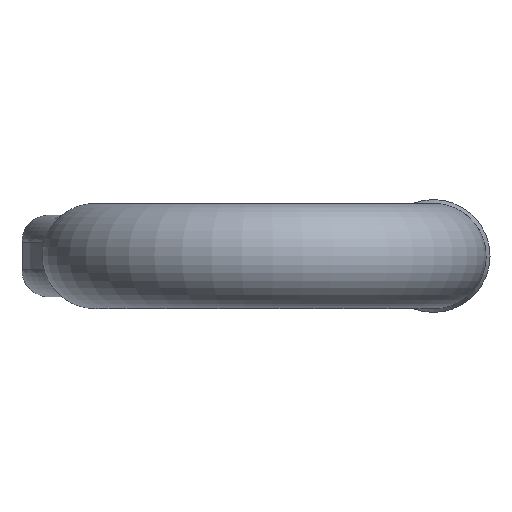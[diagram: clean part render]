
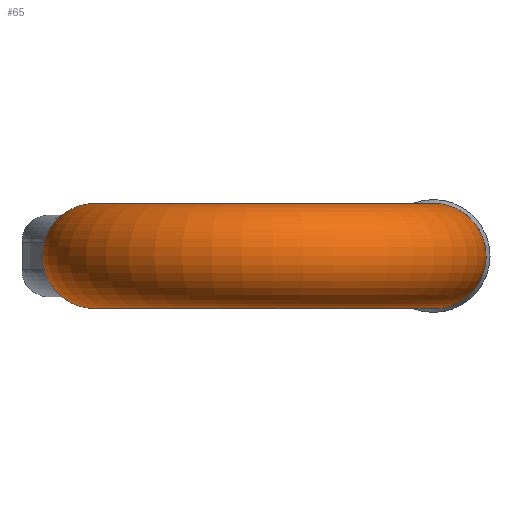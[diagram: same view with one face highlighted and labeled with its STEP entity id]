
A CAD part, front view. The second image highlights one B-rep face of the part: STEP entity #65.
In plain terms, the highlighted toroidal (fillet/blend) face has major radius 14.5 mm and minor radius 4.5 mm.
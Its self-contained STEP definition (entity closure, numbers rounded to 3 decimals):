
#43=TOROIDAL_SURFACE('',#522,14.5,4.5);
#50=FACE_BOUND('',#128,.T.);
#51=FACE_BOUND('',#129,.T.);
#65=ADVANCED_FACE('',(#50,#51),#43,.T.);
#128=EDGE_LOOP('',(#261));
#129=EDGE_LOOP('',(#262,#263,#264,#265,#266,#267));
#157=CIRCLE('',#508,4.5);
#158=CIRCLE('',#512,4.5);
#161=CIRCLE('',#521,4.5);
#261=ORIENTED_EDGE('',*,*,#449,.F.);
#262=ORIENTED_EDGE('',*,*,#450,.T.);
#263=ORIENTED_EDGE('',*,*,#451,.T.);
#264=ORIENTED_EDGE('',*,*,#430,.T.);
#265=ORIENTED_EDGE('',*,*,#452,.T.);
#266=ORIENTED_EDGE('',*,*,#453,.T.);
#267=ORIENTED_EDGE('',*,*,#418,.T.);
#368=VERTEX_POINT('',#778);
#369=VERTEX_POINT('',#780);
#380=VERTEX_POINT('',#864);
#381=VERTEX_POINT('',#866);
#397=VERTEX_POINT('',#987);
#398=VERTEX_POINT('',#995);
#399=VERTEX_POINT('',#1010);
#418=EDGE_CURVE('',#369,#368,#157,.T.);
#430=EDGE_CURVE('',#381,#380,#158,.T.);
#449=EDGE_CURVE('',#397,#397,#161,.T.);
#450=EDGE_CURVE('',#368,#398,#498,.T.);
#451=EDGE_CURVE('',#398,#381,#499,.T.);
#452=EDGE_CURVE('',#380,#399,#500,.T.);
#453=EDGE_CURVE('',#399,#369,#501,.T.);
#498=B_SPLINE_CURVE_WITH_KNOTS('',3,(#988,#989,#990,#991,#992,#993,#994),
.UNSPECIFIED.,.F.,.F.,(4,3,4),(0.,0.612,1.),.UNSPECIFIED.);
#499=B_SPLINE_CURVE_WITH_KNOTS('',3,(#996,#997,#998,#999,#1000,#1001,#1002),
.UNSPECIFIED.,.F.,.F.,(4,3,4),(0.,0.612,1.),.UNSPECIFIED.);
#500=B_SPLINE_CURVE_WITH_KNOTS('',3,(#1003,#1004,#1005,#1006,#1007,#1008,
#1009),.UNSPECIFIED.,.F.,.F.,(4,3,4),(0.,0.612,1.),.UNSPECIFIED.);
#501=B_SPLINE_CURVE_WITH_KNOTS('',3,(#1011,#1012,#1013,#1014,#1015,#1016,
#1017),.UNSPECIFIED.,.F.,.F.,(4,3,4),(0.,0.612,1.),.UNSPECIFIED.);
#508=AXIS2_PLACEMENT_3D('',#779,#571,#572);
#512=AXIS2_PLACEMENT_3D('',#865,#581,#582);
#521=AXIS2_PLACEMENT_3D('',#986,#602,#603);
#522=AXIS2_PLACEMENT_3D('',#1018,#604,#605);
#571=DIRECTION('',(0.,-1.,0.));
#572=DIRECTION('',(1.,0.,0.));
#581=DIRECTION('',(0.,-1.,0.));
#582=DIRECTION('',(1.,0.,0.));
#602=DIRECTION('',(0.,1.,0.));
#603=DIRECTION('',(-1.,0.,0.));
#604=DIRECTION('',(0.,0.,-1.));
#605=DIRECTION('',(-1.,0.,0.));
#778=CARTESIAN_POINT('',(-12.702,-12.,4.125));
#779=CARTESIAN_POINT('',(-14.5,-12.,0.));
#780=CARTESIAN_POINT('',(-12.702,-12.,-4.125));
#864=CARTESIAN_POINT('',(-16.298,-12.,-4.125));
#865=CARTESIAN_POINT('',(-14.5,-12.,0.));
#866=CARTESIAN_POINT('',(-16.298,-12.,4.125));
#986=CARTESIAN_POINT('',(14.5,-12.,0.));
#987=CARTESIAN_POINT('',(10.,-12.,0.));
#988=CARTESIAN_POINT('',(-12.702,-12.,4.125));
#989=CARTESIAN_POINT('',(-13.029,-12.143,4.268));
#990=CARTESIAN_POINT('',(-13.39,-12.253,4.378));
#991=CARTESIAN_POINT('',(-13.764,-12.315,4.44));
#992=CARTESIAN_POINT('',(-14.003,-12.355,4.48));
#993=CARTESIAN_POINT('',(-14.25,-12.375,4.5));
#994=CARTESIAN_POINT('',(-14.495,-12.375,4.5));
#995=CARTESIAN_POINT('',(-14.495,-12.375,4.5));
#996=CARTESIAN_POINT('',(-14.495,-12.375,4.5));
#997=CARTESIAN_POINT('',(-14.88,-12.375,4.5));
#998=CARTESIAN_POINT('',(-15.271,-12.324,4.449));
#999=CARTESIAN_POINT('',(-15.632,-12.23,4.355));
#1000=CARTESIAN_POINT('',(-15.864,-12.17,4.295));
#1001=CARTESIAN_POINT('',(-16.088,-12.092,4.217));
#1002=CARTESIAN_POINT('',(-16.298,-12.,4.125));
#1003=CARTESIAN_POINT('',(-16.298,-12.,-4.125));
#1004=CARTESIAN_POINT('',(-15.97,-12.143,-4.268));
#1005=CARTESIAN_POINT('',(-15.605,-12.253,-4.378));
#1006=CARTESIAN_POINT('',(-15.23,-12.315,-4.44));
#1007=CARTESIAN_POINT('',(-14.989,-12.354,-4.479));
#1008=CARTESIAN_POINT('',(-14.742,-12.375,-4.5));
#1009=CARTESIAN_POINT('',(-14.495,-12.375,-4.5));
#1010=CARTESIAN_POINT('',(-14.495,-12.375,-4.5));
#1011=CARTESIAN_POINT('',(-14.495,-12.375,-4.5));
#1012=CARTESIAN_POINT('',(-14.112,-12.375,-4.5));
#1013=CARTESIAN_POINT('',(-13.723,-12.324,-4.449));
#1014=CARTESIAN_POINT('',(-13.364,-12.23,-4.355));
#1015=CARTESIAN_POINT('',(-13.133,-12.169,-4.294));
#1016=CARTESIAN_POINT('',(-12.911,-12.091,-4.216));
#1017=CARTESIAN_POINT('',(-12.702,-12.,-4.125));
#1018=CARTESIAN_POINT('',(0.,-12.,0.));
